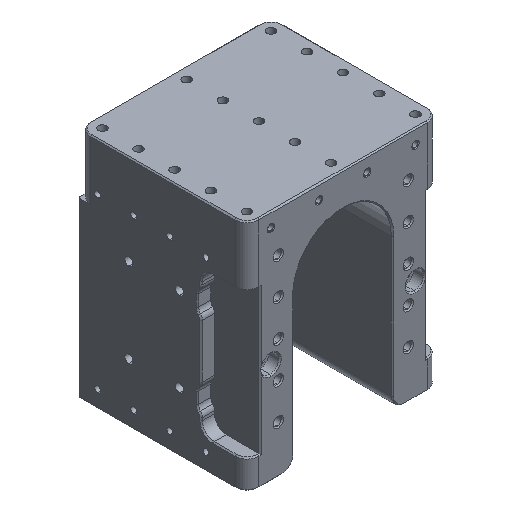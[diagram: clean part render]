
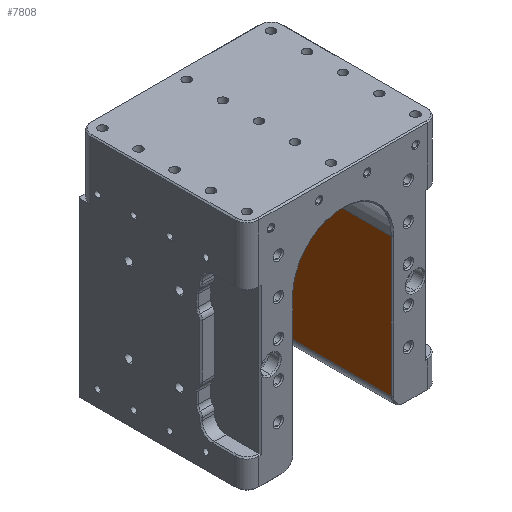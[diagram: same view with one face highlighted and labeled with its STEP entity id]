
A CAD part, isometric view. The second image highlights one B-rep face of the part: STEP entity #7808.
In plain terms, the highlighted planar face has unit normal (-1, 0, 0).
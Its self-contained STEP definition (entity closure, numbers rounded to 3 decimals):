
#12 = DIRECTION ( 'NONE',  ( 0., 0., -1. ) ) ;
#806 = EDGE_CURVE ( 'NONE', #10510, #6957, #3363, .T. ) ;
#811 = PLANE ( 'NONE',  #11508 ) ;
#1058 = CARTESIAN_POINT ( 'NONE',  ( 41., 140., 28. ) ) ;
#1712 = CARTESIAN_POINT ( 'NONE',  ( 41., 1., 28. ) ) ;
#1816 = CARTESIAN_POINT ( 'NONE',  ( 41., 139., -87. ) ) ;
#1981 = DIRECTION ( 'NONE',  ( 1., 0., 0. ) ) ;
#2443 = CARTESIAN_POINT ( 'NONE',  ( 41., 1., 28. ) ) ;
#2689 = VERTEX_POINT ( 'NONE', #1712 ) ;
#3008 = CARTESIAN_POINT ( 'NONE',  ( 41., 139., 28. ) ) ;
#3363 = LINE ( 'NONE', #10817, #7245 ) ;
#3646 = ORIENTED_EDGE ( 'NONE', *, *, #4831, .F. ) ;
#3954 = CARTESIAN_POINT ( 'NONE',  ( 41., 1., -87. ) ) ;
#4258 = LINE ( 'NONE', #2443, #11541 ) ;
#4390 = ORIENTED_EDGE ( 'NONE', *, *, #806, .T. ) ;
#4690 = ORIENTED_EDGE ( 'NONE', *, *, #7369, .T. ) ;
#4831 = EDGE_CURVE ( 'NONE', #6342, #2689, #9292, .T. ) ;
#4912 = VECTOR ( 'NONE', #6414, 1000. ) ;
#5765 = VECTOR ( 'NONE', #12, 1000. ) ;
#6232 = CARTESIAN_POINT ( 'NONE',  ( 41., 140., 28. ) ) ;
#6342 = VERTEX_POINT ( 'NONE', #3008 ) ;
#6414 = DIRECTION ( 'NONE',  ( 0., -1., 0. ) ) ;
#6662 = DIRECTION ( 'NONE',  ( 0., 0., -1. ) ) ;
#6714 = EDGE_LOOP ( 'NONE', ( #4390, #10810, #3646, #4690 ) ) ;
#6957 = VERTEX_POINT ( 'NONE', #3954 ) ;
#7097 = CARTESIAN_POINT ( 'NONE',  ( 41., 139., -87. ) ) ;
#7245 = VECTOR ( 'NONE', #9920, 1000. ) ;
#7369 = EDGE_CURVE ( 'NONE', #6342, #10510, #9382, .T. ) ;
#7808 = ADVANCED_FACE ( 'NONE', ( #11435 ), #811, .F. ) ;
#9197 = DIRECTION ( 'NONE',  ( 0., 0., 1. ) ) ;
#9292 = LINE ( 'NONE', #6232, #4912 ) ;
#9382 = LINE ( 'NONE', #1816, #5765 ) ;
#9920 = DIRECTION ( 'NONE',  ( 0., -1., 0. ) ) ;
#10510 = VERTEX_POINT ( 'NONE', #7097 ) ;
#10810 = ORIENTED_EDGE ( 'NONE', *, *, #11255, .T. ) ;
#10817 = CARTESIAN_POINT ( 'NONE',  ( 41., 140., -87. ) ) ;
#11255 = EDGE_CURVE ( 'NONE', #6957, #2689, #4258, .T. ) ;
#11435 = FACE_OUTER_BOUND ( 'NONE', #6714, .T. ) ;
#11508 = AXIS2_PLACEMENT_3D ( 'NONE', #1058, #1981, #6662 ) ;
#11541 = VECTOR ( 'NONE', #9197, 1000. ) ;
